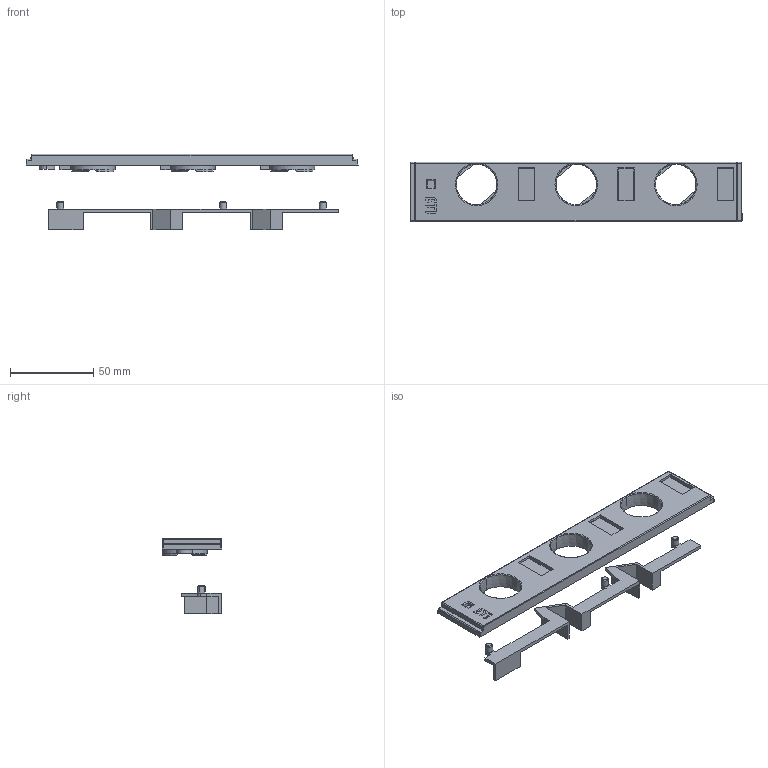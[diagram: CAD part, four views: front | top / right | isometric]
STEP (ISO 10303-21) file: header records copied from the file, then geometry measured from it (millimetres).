
FILE_DESCRIPTION((''),'2;1');
FILE_NAME('G8710002_L_BERUEHRSCHUTZABDECKU_ASM','2021-05-13T',('marketing.praksa'),('Audax d.o.o.'),'CREO PARAMETRIC BY PTC INC, 2017480','CREO PARAMETRIC BY PTC INC, 2017480','');
FILE_SCHEMA(('AUTOMOTIVE_DESIGN { 1 0 10303 214 1 1 1 1 }'));
Length unit declared in the file: millimetre
Products named in the file (5): 13653_BEZEICHNUNGSSCHILD_RS_S_1; 33695_L_SCHIENENABDECKUNG_RS18_; PRT9535; PRT0005JK; G8710002_L_BERUEHRSCHUTZABDECKU_ASM
Assembly tree (6 placements, depth 2):
  G8710002_L_BERUEHRSCHUTZABDECKU_ASM
    13653_BEZEICHNUNGSSCHILD_RS_S_1  x3
    33695_L_SCHIENENABDECKUNG_RS18_
    PRT9535
    PRT0005JK
Bounding box: 200 x 35.8 x 45.4 mm (x, y, z)
Volume: 36749 mm3; surface area: 36166.1 mm2
Topology: 8 solids, 10 shells, 488 faces, 1369 edges, 900 vertices
Faces by surface type: plane 361, cylinder 79, cone 42, torus 6
Entity records: 23354 total; most frequent: CARTESIAN_POINT 3118, ORIENTED_EDGE 2690, DIRECTION 2462, PRESENTATION_STYLE_ASSIGNMENT 1827, STYLED_ITEM 1827, CURVE_STYLE 1345, EDGE_CURVE 1345, VECTOR 988
